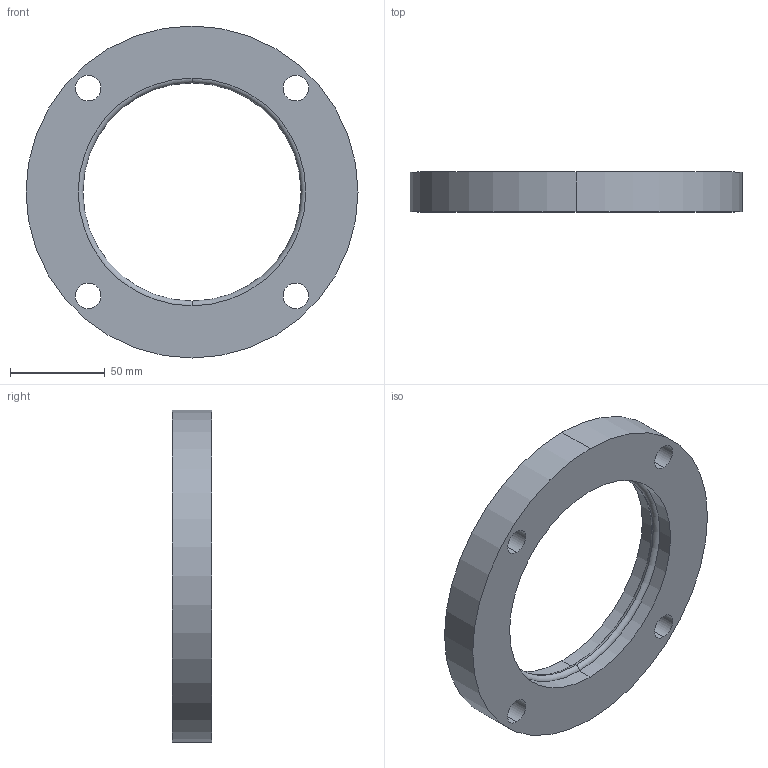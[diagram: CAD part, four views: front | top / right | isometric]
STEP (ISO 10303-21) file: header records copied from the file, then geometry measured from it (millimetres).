
FILE_DESCRIPTION (( 'STEP AP214' ), '1' );
FILE_NAME ('120FF.STEP', '2019-04-12T13:44:30', ( 'Metrol Springs' ), ( 'Hewlett-Packard Company' ), 'SwSTEP 2.0', 'SolidWorks 2017', '' );
FILE_SCHEMA (( 'AUTOMOTIVE_DESIGN' ));
Length unit declared in the file: millimetre
Products named in the file (1): 120FF
Bounding box: 175 x 21 x 175 mm (x, y, z)
Volume: 259216.8 mm3; surface area: 48363.2 mm2
Topology: 1 solids, 1 shells, 20 faces, 48 edges, 30 vertices
Faces by surface type: cylinder 14, torus 4, plane 2
Entity records: 696 total; most frequent: DIRECTION 124, CARTESIAN_POINT 99, ORIENTED_EDGE 96, AXIS2_PLACEMENT_3D 55, EDGE_CURVE 48, CIRCLE 34, VERTEX_POINT 30, EDGE_LOOP 30
